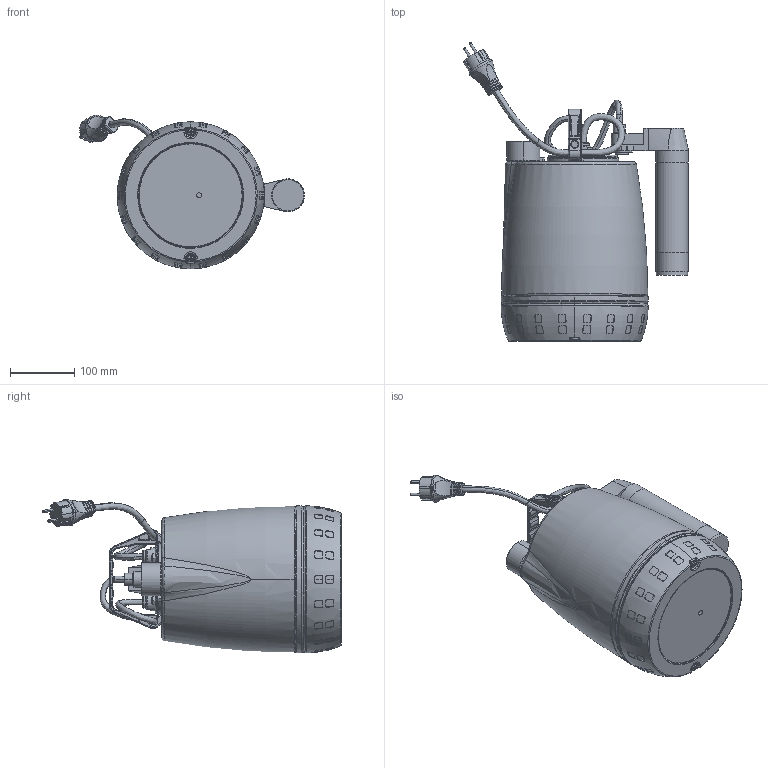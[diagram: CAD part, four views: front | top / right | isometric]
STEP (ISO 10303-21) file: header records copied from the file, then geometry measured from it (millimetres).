
FILE_DESCRIPTION (( 'STEP AP203' ), '1' );
FILE_NAME ('4.93.601.11swa00.step', '2023-06-14T14:48:36', ( '' ), ( '' ), 'SwSTEP 2.0', 'SolidWorks 2020', '' );
FILE_SCHEMA (( 'CONFIG_CONTROL_DESIGN' ));
Length unit declared in the file: millimetre
Products named in the file (6): Copia di 4_93_601_01_REV00^4.93.601.11swa00; 4.93.601.11swa00; Copia di 3_92_236_REV00^Copia di Coperchio Mono GF_4.93.601.11swa00; Copia di Coperchio Mono GF^4.93.601.11swa00; Copia di GF^Copia di Coperchio Mono GF_4.93.601.11swa00; Copia di 4_93_601_10_REV00^Copia di Coperchio Mono GF_4.93.601.11swa00
Assembly tree (5 placements, depth 3):
  4.93.601.11swa00
    Copia di 4_93_601_01_REV00^4.93.601.11swa00
    Copia di Coperchio Mono GF^4.93.601.11swa00
      Copia di 4_93_601_10_REV00^Copia di Coperchio Mono GF_4.93.601.11swa00
      Copia di 3_92_236_REV00^Copia di Coperchio Mono GF_4.93.601.11swa00
      Copia di GF^Copia di Coperchio Mono GF_4.93.601.11swa00
Bounding box: 348.83 x 462.85 x 238.31 mm (x, y, z)
Volume: 11550487.1 mm3; surface area: 531019.3 mm2
Topology: 31 solids, 32 shells, 2072 faces, 5289 edges, 3293 vertices
Faces by surface type: plane 742, cylinder 691, bspline 452, cone 105, torus 62, sphere 20
Entity records: 120470 total; most frequent: CARTESIAN_POINT 75325, ORIENTED_EDGE 10462, DIRECTION 7203, EDGE_CURVE 5231, VERTEX_POINT 3291, AXIS2_PLACEMENT_3D 2552, EDGE_LOOP 2188, B_SPLINE_CURVE_WITH_KNOTS 2132
